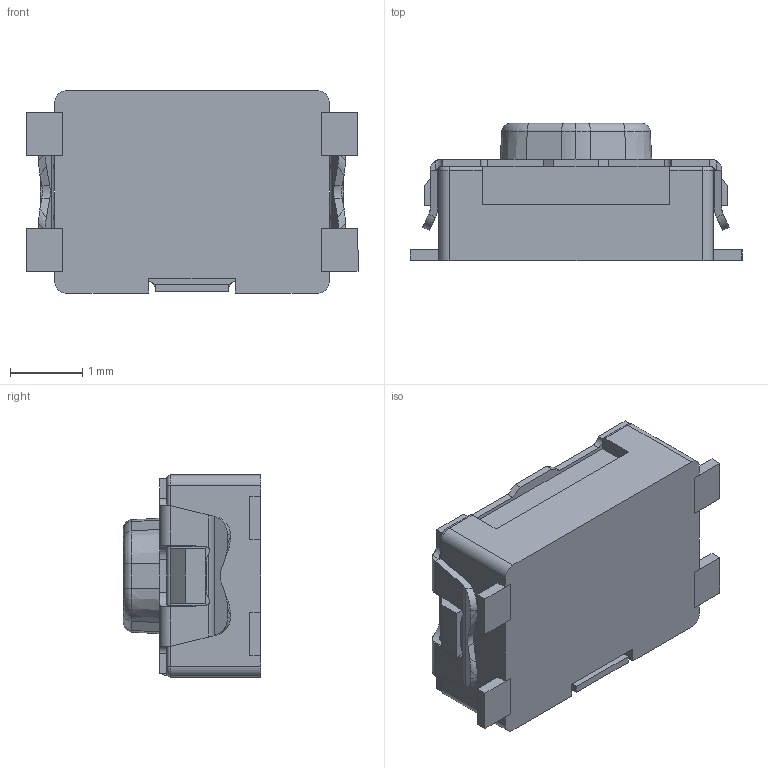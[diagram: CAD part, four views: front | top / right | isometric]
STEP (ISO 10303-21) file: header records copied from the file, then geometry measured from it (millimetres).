
FILE_DESCRIPTION (( 'STEP AP214' ), '1' );
FILE_NAME ('KMR221GLFS.STEP', '2019-01-05T23:09:08', ( '' ), ( '' ), 'SwSTEP 2.0', 'SolidWorks 2017', '' );
FILE_SCHEMA (( 'AUTOMOTIVE_DESIGN' ));
Length unit declared in the file: millimetre
Products named in the file (1): KMR221GLFS
Bounding box: 4.6 x 1.9 x 2.8 mm (x, y, z)
Volume: 16.1 mm3; surface area: 70.7 mm2
Topology: 8 solids, 8 shells, 241 faces, 651 edges, 423 vertices
Faces by surface type: plane 155, cylinder 68, torus 11, cone 7
Entity records: 7888 total; most frequent: CARTESIAN_POINT 1820, ORIENTED_EDGE 1302, DIRECTION 1179, EDGE_CURVE 651, VECTOR 443, LINE 443, VERTEX_POINT 423, AXIS2_PLACEMENT_3D 368
